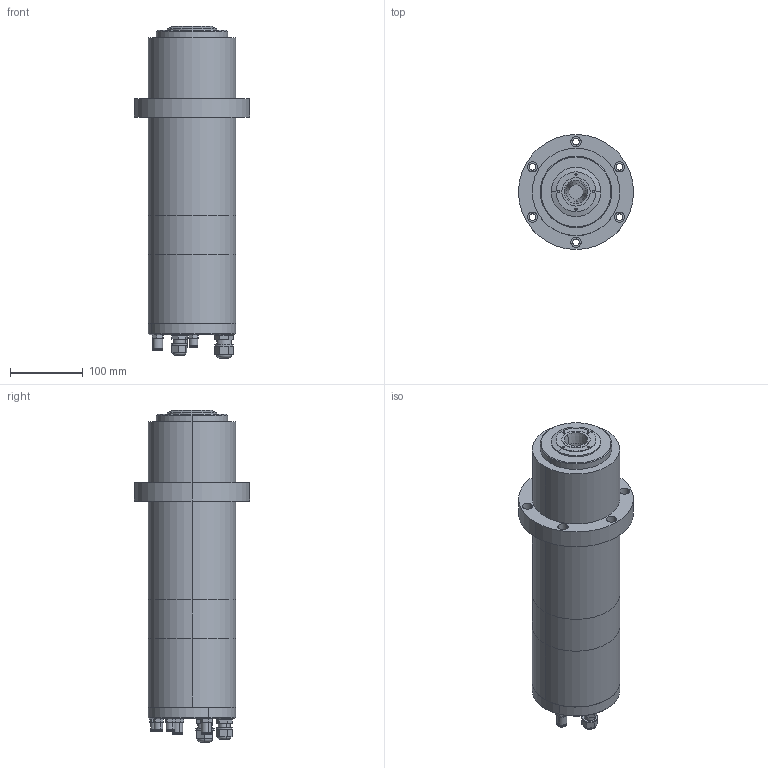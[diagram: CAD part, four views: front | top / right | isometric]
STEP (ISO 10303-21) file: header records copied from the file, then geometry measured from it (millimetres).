
FILE_DESCRIPTION (( 'STEP AP214' ), '1' );
FILE_NAME ('GDL120-30-18Z-24Z軞蚾.STEP', '2021-05-21T05:11:24', ( '萇齟' ), ( '' ), 'SwSTEP 2.0', 'SolidWorks 2018', '' );
FILE_SCHEMA (( 'AUTOMOTIVE_DESIGN' ));
Length unit declared in the file: millimetre
Products named in the file (11): GDL120-30-18Z-24Z軞蚾; GDL120綴裔; 籵蚚M10阨郲; GDL1220-30ァ詰1; 陓瘍羲壽M12; 籵蚚M10ァ郲; gdl120-30-18z-7.5-4P气缸4; GDL1220-30ァ詰2; GDL1220-30ヶ蹟譫; 萇埭羲壽M16; GDL1220-30儂褲
Assembly tree (13 placements, depth 3):
  GDL120-30-18Z-24Z軞蚾
    GDL1220-30儂褲
    GDL1220-30ヶ蹟譫
    GDL1220-30ァ詰1
    GDL1220-30ァ詰2
    GDL120綴裔
      gdl120-30-18z-7.5-4P气缸4
      萇埭羲壽M16
      籵蚚M10ァ郲  x3
      籵蚚M10阨郲  x2
      陓瘍羲壽M12
Bounding box: 158 x 158 x 455.97 mm (x, y, z)
Volume: 4888176 mm3; surface area: 312921.5 mm2
Topology: 12 solids, 12 shells, 345 faces, 762 edges, 480 vertices
Faces by surface type: cylinder 160, plane 153, cone 28, torus 4
Entity records: 8452 total; most frequent: DIRECTION 1508, CARTESIAN_POINT 1286, ORIENTED_EDGE 1212, AXIS2_PLACEMENT_3D 606, EDGE_CURVE 606, VERTEX_POINT 384, EDGE_LOOP 354, CIRCLE 310
